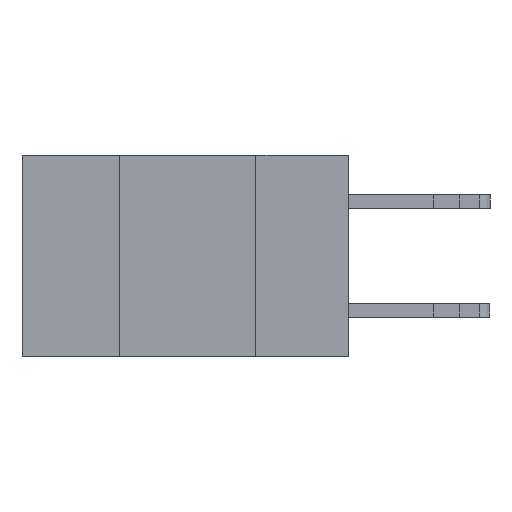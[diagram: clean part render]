
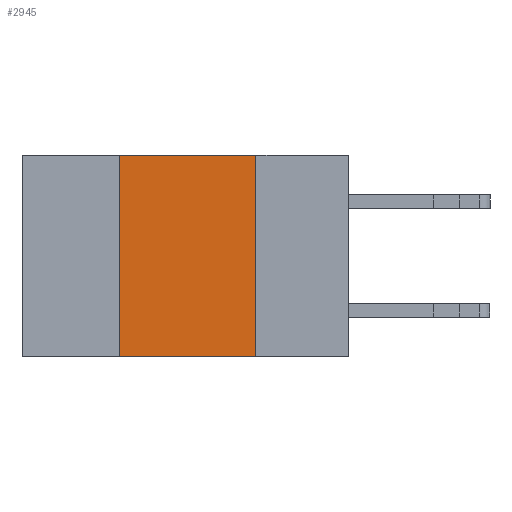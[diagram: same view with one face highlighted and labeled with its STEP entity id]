
A CAD part, left-side view. The second image highlights one B-rep face of the part: STEP entity #2945.
In plain terms, the highlighted planar face has unit normal (-1, 0, 0).
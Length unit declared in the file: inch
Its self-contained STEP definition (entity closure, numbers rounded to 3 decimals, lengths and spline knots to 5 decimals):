
#157 = EDGE_CURVE ( 'NONE', #14489, #7545, #5571, .T. ) ;
#281 = ORIENTED_EDGE ( 'NONE', *, *, #8300, .F. ) ;
#389 = AXIS2_PLACEMENT_3D ( 'NONE', #6166, #5450, #1376 ) ;
#1345 = EDGE_CURVE ( 'NONE', #14489, #10212, #5329, .T. ) ;
#1376 = DIRECTION ( 'NONE',  ( 0., 0., -1. ) ) ;
#2128 = ORIENTED_EDGE ( 'NONE', *, *, #14707, .F. ) ;
#2207 = DIRECTION ( 'NONE',  ( 0., -1., 0. ) ) ;
#2945 = ADVANCED_FACE ( 'NONE', ( #12132 ), #5464, .F. ) ;
#3967 = ORIENTED_EDGE ( 'NONE', *, *, #157, .T. ) ;
#4236 = VECTOR ( 'NONE', #13843, 39.37008 ) ;
#5329 = LINE ( 'NONE', #11398, #14956 ) ;
#5450 = DIRECTION ( 'NONE',  ( 1., 0., 0. ) ) ;
#5464 = PLANE ( 'NONE',  #389 ) ;
#5571 = LINE ( 'NONE', #9795, #8804 ) ;
#5581 = CARTESIAN_POINT ( 'NONE',  ( 0., 0.17, 0. ) ) ;
#5824 = CARTESIAN_POINT ( 'NONE',  ( 0., 0.42, 0. ) ) ;
#6166 = CARTESIAN_POINT ( 'NONE',  ( 0., 0.6, 0. ) ) ;
#6273 = VERTEX_POINT ( 'NONE', #5581 ) ;
#6787 = VECTOR ( 'NONE', #9366, 39.37008 ) ;
#7496 = LINE ( 'NONE', #10182, #4236 ) ;
#7545 = VERTEX_POINT ( 'NONE', #9852 ) ;
#8300 = EDGE_CURVE ( 'NONE', #6273, #7545, #9996, .T. ) ;
#8559 = CARTESIAN_POINT ( 'NONE',  ( 0., 0.42, -0.37 ) ) ;
#8804 = VECTOR ( 'NONE', #2207, 39.37008 ) ;
#9366 = DIRECTION ( 'NONE',  ( 0., 0., -1. ) ) ;
#9539 = CARTESIAN_POINT ( 'NONE',  ( 0., 0.17, 0. ) ) ;
#9795 = CARTESIAN_POINT ( 'NONE',  ( 0., 0.6, -0.37 ) ) ;
#9852 = CARTESIAN_POINT ( 'NONE',  ( 0., 0.17, -0.37 ) ) ;
#9996 = LINE ( 'NONE', #9539, #6787 ) ;
#10182 = CARTESIAN_POINT ( 'NONE',  ( 0., 0.6, 0. ) ) ;
#10212 = VERTEX_POINT ( 'NONE', #5824 ) ;
#11053 = ORIENTED_EDGE ( 'NONE', *, *, #1345, .F. ) ;
#11385 = DIRECTION ( 'NONE',  ( 0., 0., 1. ) ) ;
#11398 = CARTESIAN_POINT ( 'NONE',  ( 0., 0.42, 0. ) ) ;
#12132 = FACE_OUTER_BOUND ( 'NONE', #14017, .T. ) ;
#13843 = DIRECTION ( 'NONE',  ( 0., -1., 0. ) ) ;
#14017 = EDGE_LOOP ( 'NONE', ( #281, #2128, #11053, #3967 ) ) ;
#14489 = VERTEX_POINT ( 'NONE', #8559 ) ;
#14707 = EDGE_CURVE ( 'NONE', #10212, #6273, #7496, .T. ) ;
#14956 = VECTOR ( 'NONE', #11385, 39.37008 ) ;
